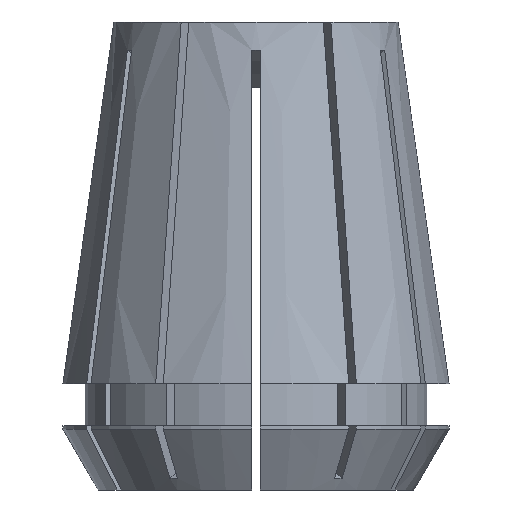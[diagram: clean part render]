
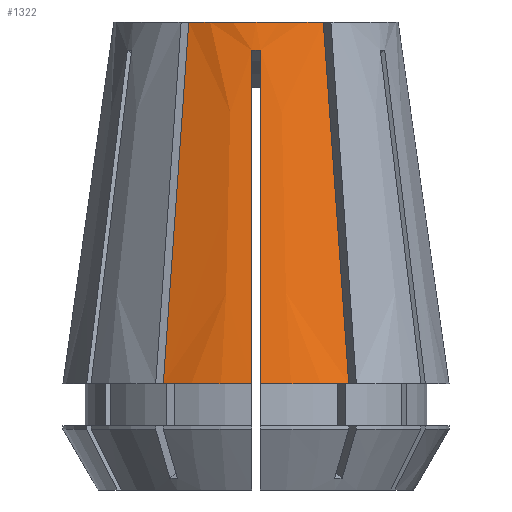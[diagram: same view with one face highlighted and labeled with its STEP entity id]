
A CAD part, front view. The second image highlights one B-rep face of the part: STEP entity #1322.
In plain terms, the highlighted conical face has half-angle 8 degrees and reference radius 16.5 mm.
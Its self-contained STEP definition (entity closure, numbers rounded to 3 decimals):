
#23 = CARTESIAN_POINT ( 'NONE',  ( 7.237, -13.285, -21.136 ) ) ;
#53 = CARTESIAN_POINT ( 'NONE',  ( -0.375, -12.49, -2.403 ) ) ;
#65 = CARTESIAN_POINT ( 'NONE',  ( 5.751, -10.711, 0. ) ) ;
#158 = B_SPLINE_CURVE_WITH_KNOTS ( 'NONE', 3,
 ( #53, #1913, #656, #2816 ),
 .UNSPECIFIED., .F., .F.,
 ( 4, 4 ),
 ( 0., 0.001 ),
 .UNSPECIFIED. ) ;
#159 = CARTESIAN_POINT ( 'NONE',  ( -6.246, -11.569, -7.045 ) ) ;
#319 = B_SPLINE_CURVE_WITH_KNOTS ( 'NONE', 3,
 ( #65, #2441, #2459, #23, #320, #1336, #1288 ),
 .UNSPECIFIED., .F., .F.,
 ( 4, 3, 4 ),
 ( 0., 0.021, 0.031 ),
 .UNSPECIFIED. ) ;
#320 = CARTESIAN_POINT ( 'NONE',  ( 7.466, -13.681, -24.391 ) ) ;
#335 = VERTEX_POINT ( 'NONE', #2166 ) ;
#487 = ORIENTED_EDGE ( 'NONE', *, *, #1366, .F. ) ;
#492 = CARTESIAN_POINT ( 'NONE',  ( 0.375, -12.49, -2.403 ) ) ;
#557 = CARTESIAN_POINT ( 'NONE',  ( -0.375, -13.825, -11.902 ) ) ;
#567 = EDGE_CURVE ( 'NONE', #2894, #335, #2406, .T. ) ;
#594 = VERTEX_POINT ( 'NONE', #1147 ) ;
#656 = CARTESIAN_POINT ( 'NONE',  ( 0.125, -12.497, -2.399 ) ) ;
#757 = AXIS2_PLACEMENT_3D ( 'NONE', #1620, #3754, #1935 ) ;
#966 = VERTEX_POINT ( 'NONE', #1320 ) ;
#1034 = CIRCLE ( 'NONE', #757, 16.5 ) ;
#1048 = EDGE_CURVE ( 'NONE', #2894, #1544, #2019, .T. ) ;
#1085 = CARTESIAN_POINT ( 'NONE',  ( -7.237, -13.285, -21.136 ) ) ;
#1089 = EDGE_CURVE ( 'NONE', #966, #3197, #3561, .T. ) ;
#1147 = CARTESIAN_POINT ( 'NONE',  ( -0.375, -16.496, -30.9 ) ) ;
#1248 = CARTESIAN_POINT ( 'NONE',  ( 0., 0., 0. ) ) ;
#1265 = ORIENTED_EDGE ( 'NONE', *, *, #3814, .T. ) ;
#1285 = DIRECTION ( 'NONE',  ( 0., 0., -1. ) ) ;
#1288 = CARTESIAN_POINT ( 'NONE',  ( 7.923, -14.474, -30.9 ) ) ;
#1296 = B_SPLINE_CURVE_WITH_KNOTS ( 'NONE', 3,
 ( #3625, #3331, #557, #2708 ),
 .UNSPECIFIED., .F., .F.,
 ( 4, 4 ),
 ( 0.024, 0.052 ),
 .UNSPECIFIED. ) ;
#1300 = DIRECTION ( 'NONE',  ( 0., 0., 1. ) ) ;
#1320 = CARTESIAN_POINT ( 'NONE',  ( 0.375, -16.496, -30.9 ) ) ;
#1322 = ADVANCED_FACE ( 'NONE', ( #1345 ), #1972, .T. ) ;
#1332 = EDGE_CURVE ( 'NONE', #1544, #3197, #319, .T. ) ;
#1336 = CARTESIAN_POINT ( 'NONE',  ( 7.695, -14.077, -27.645 ) ) ;
#1345 = FACE_OUTER_BOUND ( 'NONE', #3653, .T. ) ;
#1365 = CARTESIAN_POINT ( 'NONE',  ( 7.923, -14.474, -30.9 ) ) ;
#1366 = EDGE_CURVE ( 'NONE', #966, #1577, #1425, .T. ) ;
#1394 = CARTESIAN_POINT ( 'NONE',  ( -7.695, -14.077, -27.645 ) ) ;
#1425 = B_SPLINE_CURVE_WITH_KNOTS ( 'NONE', 3,
 ( #2806, #3494, #2213, #2852 ),
 .UNSPECIFIED., .F., .F.,
 ( 4, 4 ),
 ( 0.024, 0.052 ),
 .UNSPECIFIED. ) ;
#1515 = VERTEX_POINT ( 'NONE', #3520 ) ;
#1544 = VERTEX_POINT ( 'NONE', #3718 ) ;
#1558 = ORIENTED_EDGE ( 'NONE', *, *, #1048, .F. ) ;
#1577 = VERTEX_POINT ( 'NONE', #492 ) ;
#1582 = DIRECTION ( 'NONE',  ( 1., 0., 0. ) ) ;
#1620 = CARTESIAN_POINT ( 'NONE',  ( 0., 0., -30.9 ) ) ;
#1765 = AXIS2_PLACEMENT_3D ( 'NONE', #1248, #1300, #1582 ) ;
#1806 = CARTESIAN_POINT ( 'NONE',  ( -5.751, -10.711, 0. ) ) ;
#1913 = CARTESIAN_POINT ( 'NONE',  ( -0.125, -12.497, -2.399 ) ) ;
#1935 = DIRECTION ( 'NONE',  ( 1., 0., 0. ) ) ;
#1972 = CONICAL_SURFACE ( 'NONE', #2484, 16.5, 0.14 ) ;
#2019 = CIRCLE ( 'NONE', #1765, 12.158 ) ;
#2159 = ORIENTED_EDGE ( 'NONE', *, *, #567, .T. ) ;
#2166 = CARTESIAN_POINT ( 'NONE',  ( -7.923, -14.474, -30.9 ) ) ;
#2201 = ORIENTED_EDGE ( 'NONE', *, *, #1332, .F. ) ;
#2213 = CARTESIAN_POINT ( 'NONE',  ( 0.375, -13.825, -11.902 ) ) ;
#2406 = B_SPLINE_CURVE_WITH_KNOTS ( 'NONE', 3,
 ( #2908, #159, #2924, #1085, #3250, #1394, #3547 ),
 .UNSPECIFIED., .F., .F.,
 ( 4, 3, 4 ),
 ( 0., 0.021, 0.031 ),
 .UNSPECIFIED. ) ;
#2441 = CARTESIAN_POINT ( 'NONE',  ( 6.246, -11.569, -7.045 ) ) ;
#2459 = CARTESIAN_POINT ( 'NONE',  ( 6.742, -12.427, -14.091 ) ) ;
#2484 = AXIS2_PLACEMENT_3D ( 'NONE', #3728, #1285, #3441 ) ;
#2708 = CARTESIAN_POINT ( 'NONE',  ( -0.375, -12.49, -2.403 ) ) ;
#2806 = CARTESIAN_POINT ( 'NONE',  ( 0.375, -16.496, -30.9 ) ) ;
#2816 = CARTESIAN_POINT ( 'NONE',  ( 0.375, -12.49, -2.403 ) ) ;
#2852 = CARTESIAN_POINT ( 'NONE',  ( 0.375, -12.49, -2.403 ) ) ;
#2894 = VERTEX_POINT ( 'NONE', #1806 ) ;
#2908 = CARTESIAN_POINT ( 'NONE',  ( -5.751, -10.711, 0. ) ) ;
#2924 = CARTESIAN_POINT ( 'NONE',  ( -6.742, -12.427, -14.091 ) ) ;
#3122 = EDGE_CURVE ( 'NONE', #1515, #1577, #158, .T. ) ;
#3197 = VERTEX_POINT ( 'NONE', #1365 ) ;
#3205 = AXIS2_PLACEMENT_3D ( 'NONE', #3437, #3451, #3743 ) ;
#3250 = CARTESIAN_POINT ( 'NONE',  ( -7.466, -13.681, -24.391 ) ) ;
#3331 = CARTESIAN_POINT ( 'NONE',  ( -0.375, -15.161, -21.401 ) ) ;
#3409 = EDGE_CURVE ( 'NONE', #594, #1515, #1296, .T. ) ;
#3437 = CARTESIAN_POINT ( 'NONE',  ( 0., 0., -30.9 ) ) ;
#3441 = DIRECTION ( 'NONE',  ( -1., 0., 0. ) ) ;
#3451 = DIRECTION ( 'NONE',  ( 0., 0., 1. ) ) ;
#3494 = CARTESIAN_POINT ( 'NONE',  ( 0.375, -15.161, -21.401 ) ) ;
#3520 = CARTESIAN_POINT ( 'NONE',  ( -0.375, -12.49, -2.403 ) ) ;
#3547 = CARTESIAN_POINT ( 'NONE',  ( -7.923, -14.474, -30.9 ) ) ;
#3561 = CIRCLE ( 'NONE', #3205, 16.5 ) ;
#3625 = CARTESIAN_POINT ( 'NONE',  ( -0.375, -16.496, -30.9 ) ) ;
#3653 = EDGE_LOOP ( 'NONE', ( #2201, #1558, #2159, #1265, #3904, #3792, #487, #3875 ) ) ;
#3718 = CARTESIAN_POINT ( 'NONE',  ( 5.751, -10.711, 0. ) ) ;
#3728 = CARTESIAN_POINT ( 'NONE',  ( 0., 0., -30.9 ) ) ;
#3743 = DIRECTION ( 'NONE',  ( 1., 0., 0. ) ) ;
#3754 = DIRECTION ( 'NONE',  ( 0., 0., 1. ) ) ;
#3792 = ORIENTED_EDGE ( 'NONE', *, *, #3122, .T. ) ;
#3814 = EDGE_CURVE ( 'NONE', #335, #594, #1034, .T. ) ;
#3875 = ORIENTED_EDGE ( 'NONE', *, *, #1089, .T. ) ;
#3904 = ORIENTED_EDGE ( 'NONE', *, *, #3409, .T. ) ;
